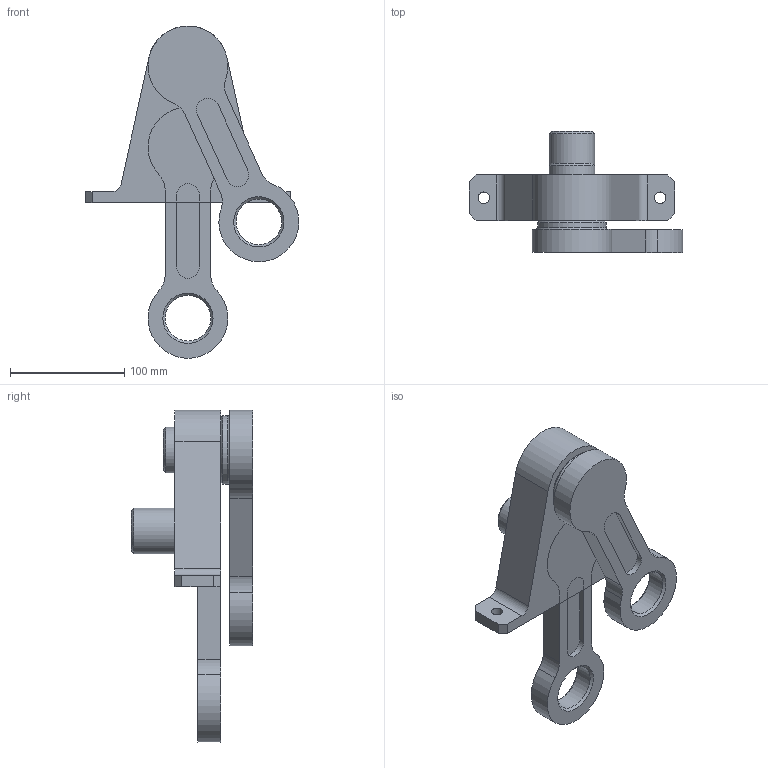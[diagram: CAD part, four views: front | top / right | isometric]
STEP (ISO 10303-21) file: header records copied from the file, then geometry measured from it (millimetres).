
FILE_DESCRIPTION( ( 'STEP AP214' ), '1' );
FILE_NAME( 'assembly.stp', '2011-04-15T13:59:30', ( ' ' ), ( ' ' ), 'XStep 1.0', ' ', ' ' );
FILE_SCHEMA( ( 'CONFIG_CONTROL_DESIGN) ( )' ) );
Length unit declared in the file: metre
Products named in the file (3): Assem1; body1; body2
Bounding box: 187.06 x 106 x 290.84 mm (x, y, z)
Volume: 1567852 mm3; surface area: 192487.8 mm2
Topology: 4 solids, 4 shells, 102 faces, 252 edges, 164 vertices
Faces by surface type: plane 50, cylinder 38, cone 12, torus 2
Full cylindrical faces by diameter (mm): 10 x4, 40 x6, 60 x2
Entity records: 1662 total; most frequent: DIRECTION 264, CARTESIAN_POINT 243, ORIENTED_EDGE 220, EDGE_CURVE 110, AXIS2_PLACEMENT_3D 100, VERTEX_POINT 79, EDGE_LOOP 75, LINE 64
